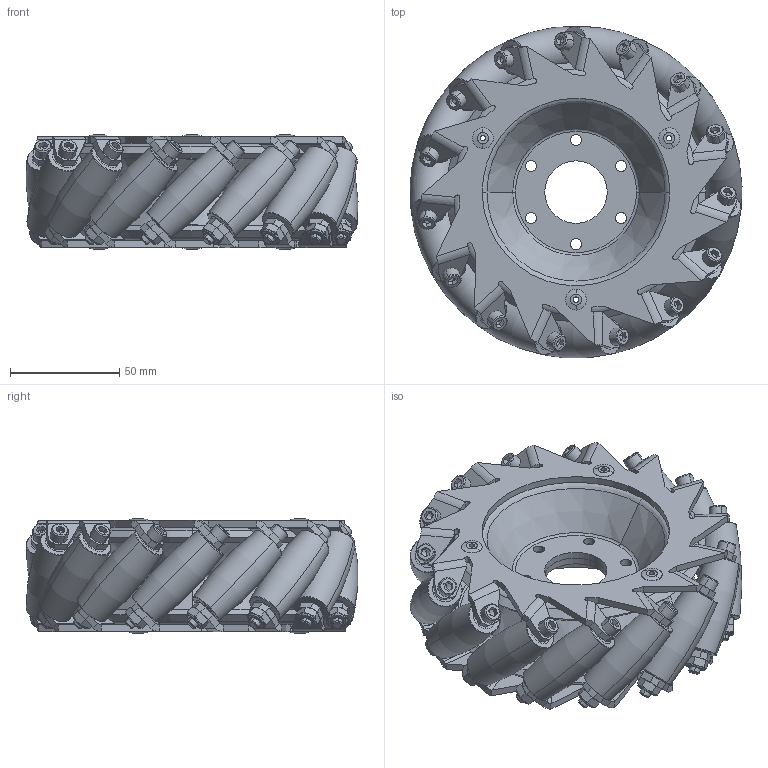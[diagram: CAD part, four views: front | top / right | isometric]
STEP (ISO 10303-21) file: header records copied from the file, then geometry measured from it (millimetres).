
FILE_DESCRIPTION (( 'STEP AP214' ), '1' );
FILE_NAME ('am-3479Lb 6 SR Mecanum Left.STEP', '2021-10-01T14:44:31', ( '' ), ( '' ), 'SwSTEP 2.0', 'SolidWorks 2021', '' );
FILE_SCHEMA (( 'AUTOMOTIVE_DESIGN' ));
Length unit declared in the file: inch
Products named in the file (11): am-0676a Left Plate HD; am-0603 MBC Bushing MU04TH04; am-3479Lb 6 SR Mecanum Left; am-0701a 6IN SR Roller Axle; am-3698_skin TPU v2; 10-32x2250_shcs_HX-SHCS 0.19-32x1.375x1-C; am-3479_roller; 10-32 Nylock Jam Nut_90633A411; am-3698_core PC; am-1226 steel rivet 1875 125-250 grip; ip-3479a_hub
Assembly tree (60 placements, depth 3):
  am-3479Lb 6 SR Mecanum Left
    ip-3479a_hub  x2
    am-0676a Left Plate HD  x2
    am-3479_roller  x15
      am-3698_core PC
      am-3698_skin TPU v2
      am-0603 MBC Bushing MU04TH04
      am-0701a 6IN SR Roller Axle
    10-32x2250_shcs_HX-SHCS 0.19-32x1.375x1-C  x15
    10-32 Nylock Jam Nut_90633A411  x15
    am-1226 steel rivet 1875 125-250 grip  x6
Bounding box: 151.82 x 151.67 x 52.39 mm (x, y, z)
Volume: 312922.6 mm3; surface area: 269180.5 mm2
Topology: 130 solids, 130 shells, 3014 faces, 6583 edges, 3899 vertices
Faces by surface type: cylinder 948, plane 945, cone 707, torus 414
Entity records: 14793 total; most frequent: CARTESIAN_POINT 2987, DIRECTION 2501, ORIENTED_EDGE 2174, EDGE_CURVE 1087, AXIS2_PLACEMENT_3D 951, VERTEX_POINT 655, LINE 599, VECTOR 599
